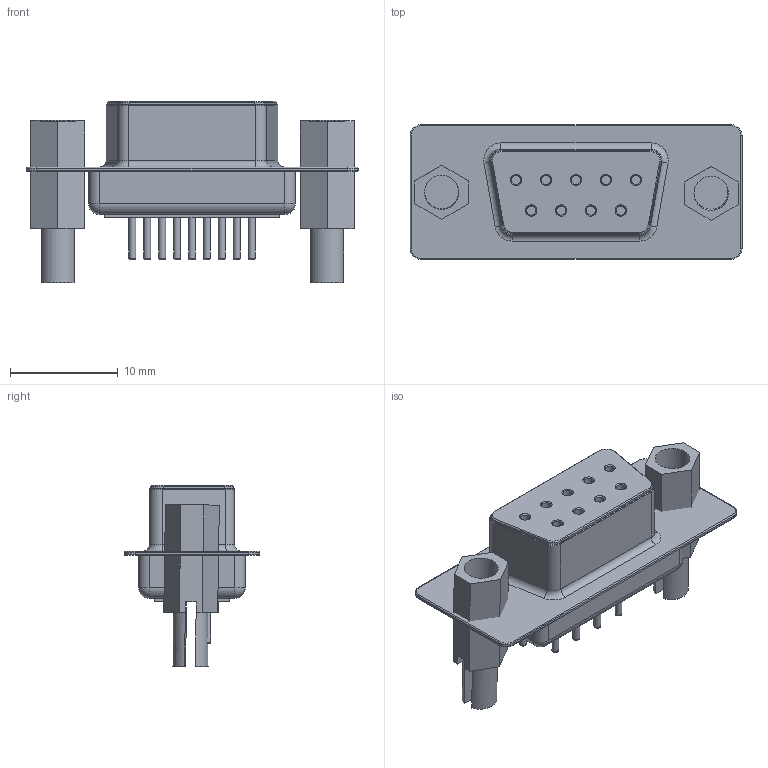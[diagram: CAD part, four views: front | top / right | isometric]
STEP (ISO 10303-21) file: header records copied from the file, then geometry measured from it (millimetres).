
FILE_DESCRIPTION(('STEP AP242'), '1');
FILE_NAME('Ñáîðêà D-SUB9-Ð-Âåð', '', ('UNSPECIFIED'), ('UNSPECIFIED'), 'ASCON STEP Converter 1.6', 'ASCON Math Kernel', '');
FILE_SCHEMA(('AP242_MANAGED_MODEL_BASED_3D_ENGINEERING_MIM_LF { 1 0 10303 442 1 1 4 }'));
Length unit declared in the file: millimetre
Products named in the file (3): DSUB-9_Female_Vertical_P2.77x2.84mm
Assembly tree (3 placements, depth 2):
  (unnamed)
    DSUB-9_Female_Vertical_P2.77x2.84mm
    (unnamed)  x2
Bounding box: 30.8 x 12.5 x 16.82 mm (x, y, z)
Volume: 1925.2 mm3; surface area: 2278.2 mm2
Topology: 3 solids, 3 shells, 187 faces, 422 edges, 254 vertices
Faces by surface type: plane 79, cylinder 62, torus 25, cone 17, sphere 4
Full cylindrical faces by diameter (mm): 0.64 x9, 0.853 x9, 3.2 x4
Entity records: 5960 total; most frequent: DIRECTION 836, CARTESIAN_POINT 727, ORIENTED_EDGE 660, AXIS2_PLACEMENT_3D 333, EDGE_CURVE 330, EDGE_LOOP 248, VERTEX_POINT 224, COLOUR_RGB 171
